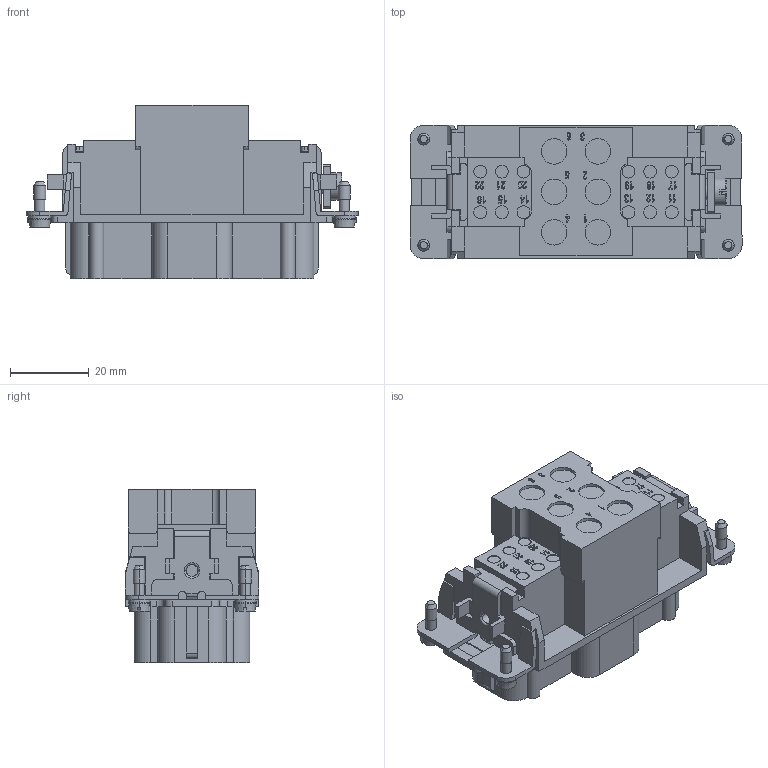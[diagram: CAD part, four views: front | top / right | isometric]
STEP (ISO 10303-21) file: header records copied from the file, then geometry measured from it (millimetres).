
FILE_DESCRIPTION(('Creo Elements/Direct Modeling STEP Export'),'2;1');
FILE_NAME('0ln7tug3tmnrg5j2892','2015-11-13T15:46:01',(''),(''),'PTC Creo Elements/Direct Modeling STEP processor for AP214 (Solid Model)','PTC Creo Elements/Direct Modeling 19.0B 21-Mar-2015 (C) Parametric Technology GmbH','');
FILE_SCHEMA(('AUTOMOTIVE_DESIGN { 1 0 10303 214 1 1 1 1 }'));
Products named in the file (2): 54219_A_CXF_6-12
Assembly tree (1 placements, depth 2):
  54219_A_CXF_6-12
    54219_A_CXF_6-12
Bounding box: 84.5 x 34 x 44.04 mm (x, y, z)
Volume: 59519.6 mm3; surface area: 20553.6 mm2
Topology: 1 solids, 9 shells, 3564 faces, 10055 edges, 6688 vertices
Faces by surface type: plane 3298, cylinder 248, cone 16, torus 2
Entity records: 140603 total; most frequent: CARTESIAN_POINT 20337, ORIENTED_EDGE 20118, DIRECTION 17122, EDGE_CURVE 10055, VECTOR 9432, LINE 9432, VERTEX_POINT 6688, AXIS2_PLACEMENT_3D 3845
